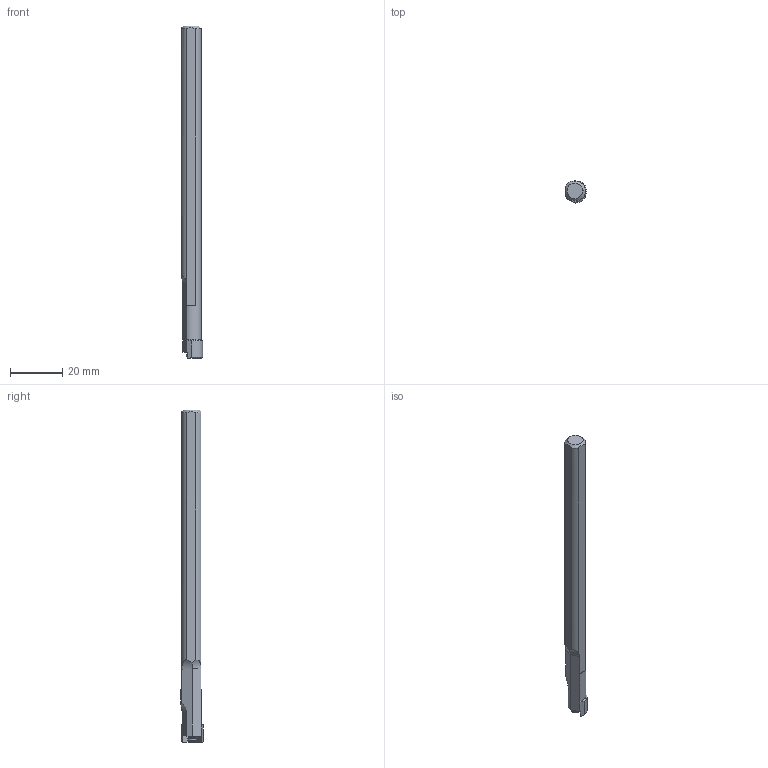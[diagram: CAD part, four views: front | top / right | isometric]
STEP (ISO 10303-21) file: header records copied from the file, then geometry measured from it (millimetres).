
FILE_DESCRIPTION(/* description */ (''),/* implementation_level */ '2;1');
FILE_NAME(/* name */ 'S-SL5NR05.stp',/* time_stamp */ '2016-09-01T10:08:49+09:00',/* author */ (''),/* organization */ (''),/* preprocessor_version */ 'ST-DEVELOPER v16',/* originating_system */ 'SIEMENS PLM Software NX 10.0',/* authorisation */ '');
FILE_SCHEMA (('AUTOMOTIVE_DESIGN { 1 0 10303 214 3 1 1 1 }'));
Length unit declared in the file: millimetre
Products named in the file (1): S-SL5NR05_ASM
Bounding box: 8.03 x 8.42 x 126.7 mm (x, y, z)
Volume: 5680.4 mm3; surface area: 3278.3 mm2
Topology: 2 solids, 2 shells, 59 faces, 168 edges, 111 vertices
Faces by surface type: cylinder 26, plane 18, cone 11, torus 2, sphere 2
Entity records: 2360 total; most frequent: CARTESIAN_POINT 732, DIRECTION 333, ORIENTED_EDGE 328, EDGE_CURVE 164, AXIS2_PLACEMENT_3D 133, VERTEX_POINT 111, LINE 67, VECTOR 67
